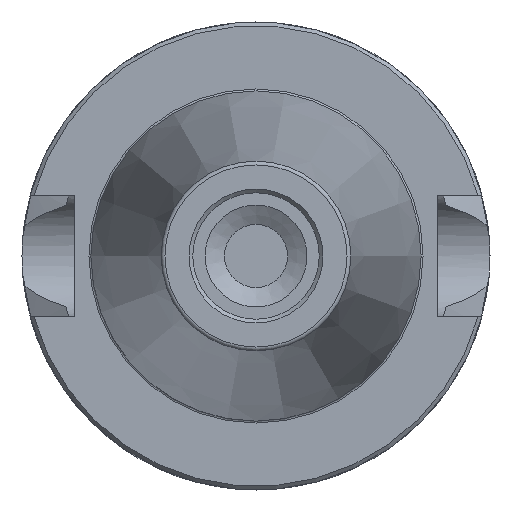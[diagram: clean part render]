
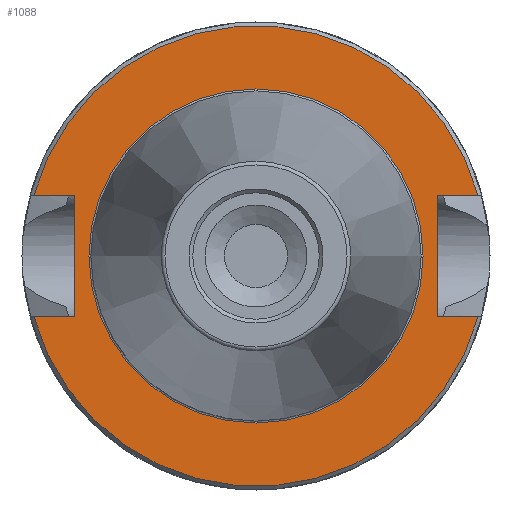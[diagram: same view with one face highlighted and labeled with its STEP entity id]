
A CAD part, left-side view. The second image highlights one B-rep face of the part: STEP entity #1088.
In plain terms, the highlighted planar face has unit normal (-1, 0, 0).
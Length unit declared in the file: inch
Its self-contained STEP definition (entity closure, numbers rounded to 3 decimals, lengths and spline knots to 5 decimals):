
#89=PLANE('',#1225);
#97=FACE_BOUND('',#240,.T.);
#170=FACE_OUTER_BOUND('',#239,.T.);
#239=EDGE_LOOP('',(#967,#968,#969,#970,#971,#972,#973,#974));
#240=EDGE_LOOP('',(#975));
#292=LINE('',#1857,#360);
#298=LINE('',#1870,#366);
#300=LINE('',#1882,#368);
#302=LINE('',#1929,#370);
#308=LINE('',#1942,#376);
#311=LINE('',#1956,#379);
#360=VECTOR('',#1438,39.37008);
#366=VECTOR('',#1446,39.37008);
#368=VECTOR('',#1450,39.37008);
#370=VECTOR('',#1458,39.37008);
#376=VECTOR('',#1466,39.37008);
#379=VECTOR('',#1471,39.37008);
#425=CIRCLE('',#1198,0.885);
#438=CIRCLE('',#1220,1.22);
#441=CIRCLE('',#1224,1.22);
#511=VERTEX_POINT('',#1851);
#512=VERTEX_POINT('',#1856);
#517=VERTEX_POINT('',#1867);
#518=VERTEX_POINT('',#1869);
#526=VERTEX_POINT('',#1923);
#527=VERTEX_POINT('',#1928);
#532=VERTEX_POINT('',#1939);
#533=VERTEX_POINT('',#1941);
#539=VERTEX_POINT('',#1990);
#640=EDGE_CURVE('',#511,#512,#292,.T.);
#646=EDGE_CURVE('',#517,#518,#298,.T.);
#650=EDGE_CURVE('',#512,#517,#300,.T.);
#659=EDGE_CURVE('',#527,#526,#302,.T.);
#665=EDGE_CURVE('',#533,#532,#308,.T.);
#670=EDGE_CURVE('',#527,#532,#311,.T.);
#676=EDGE_CURVE('',#539,#539,#425,.T.);
#694=EDGE_CURVE('',#511,#533,#438,.T.);
#697=EDGE_CURVE('',#526,#518,#441,.T.);
#967=ORIENTED_EDGE('',*,*,#646,.F.);
#968=ORIENTED_EDGE('',*,*,#650,.F.);
#969=ORIENTED_EDGE('',*,*,#640,.F.);
#970=ORIENTED_EDGE('',*,*,#694,.T.);
#971=ORIENTED_EDGE('',*,*,#665,.T.);
#972=ORIENTED_EDGE('',*,*,#670,.F.);
#973=ORIENTED_EDGE('',*,*,#659,.T.);
#974=ORIENTED_EDGE('',*,*,#697,.T.);
#975=ORIENTED_EDGE('',*,*,#676,.T.);
#1088=ADVANCED_FACE('',(#170,#97),#89,.F.);
#1198=AXIS2_PLACEMENT_3D('',#1991,#1478,#1479);
#1220=AXIS2_PLACEMENT_3D('',#2028,#1527,#1528);
#1224=AXIS2_PLACEMENT_3D('',#2032,#1535,#1536);
#1225=AXIS2_PLACEMENT_3D('',#2033,#1537,#1538);
#1438=DIRECTION('',(0.,-1.,0.));
#1446=DIRECTION('',(0.,1.,0.));
#1450=DIRECTION('',(0.,0.,1.));
#1458=DIRECTION('',(0.,-1.,0.));
#1466=DIRECTION('',(0.,1.,0.));
#1471=DIRECTION('',(0.,0.,-1.));
#1478=DIRECTION('center_axis',(1.,0.,0.));
#1479=DIRECTION('ref_axis',(0.,1.,0.));
#1527=DIRECTION('center_axis',(-1.,0.,0.));
#1528=DIRECTION('ref_axis',(0.,1.,0.));
#1535=DIRECTION('center_axis',(-1.,0.,0.));
#1536=DIRECTION('ref_axis',(0.,1.,0.));
#1537=DIRECTION('center_axis',(1.,0.,0.));
#1538=DIRECTION('ref_axis',(0.,1.,0.));
#1851=CARTESIAN_POINT('',(0.04,1.1766,-0.3225));
#1856=CARTESIAN_POINT('',(0.04,0.96,-0.3225));
#1857=CARTESIAN_POINT('',(0.04,0.875,-0.3225));
#1867=CARTESIAN_POINT('',(0.04,0.96,0.3225));
#1869=CARTESIAN_POINT('',(0.04,1.1766,0.3225));
#1870=CARTESIAN_POINT('',(0.04,0.875,0.3225));
#1882=CARTESIAN_POINT('',(0.04,0.96,0.));
#1923=CARTESIAN_POINT('',(0.04,-1.1766,0.3225));
#1928=CARTESIAN_POINT('',(0.04,-0.96,0.3225));
#1929=CARTESIAN_POINT('',(0.04,0.875,0.3225));
#1939=CARTESIAN_POINT('',(0.04,-0.96,-0.3225));
#1941=CARTESIAN_POINT('',(0.04,-1.1766,-0.3225));
#1942=CARTESIAN_POINT('',(0.04,0.875,-0.3225));
#1956=CARTESIAN_POINT('',(0.04,-0.96,0.));
#1990=CARTESIAN_POINT('',(0.04,-0.885,0.));
#1991=CARTESIAN_POINT('Origin',(0.04,0.,0.));
#2028=CARTESIAN_POINT('Origin',(0.04,0.,0.));
#2032=CARTESIAN_POINT('Origin',(0.04,0.,0.));
#2033=CARTESIAN_POINT('Origin',(0.04,0.875,0.));
